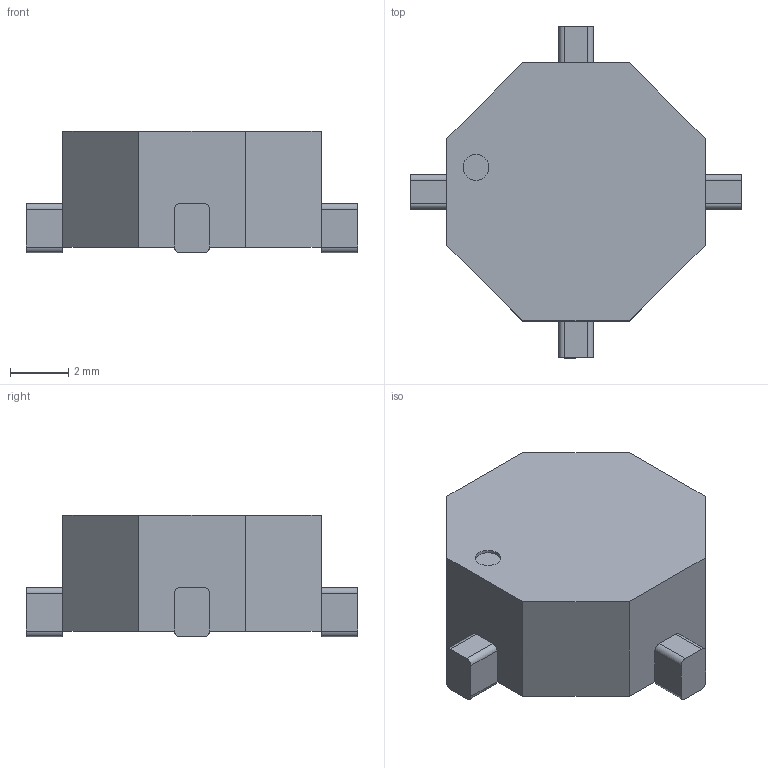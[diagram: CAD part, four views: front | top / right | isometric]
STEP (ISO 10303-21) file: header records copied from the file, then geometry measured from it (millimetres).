
FILE_DESCRIPTION((''),'2;1');
FILE_NAME('IND_COOPER_CTX-1A.stp','2010-08-10T13:42:21',(''),(''),'Mechanical Desktop 2010','Mechanical Desktop 2010',', , ');
FILE_SCHEMA(('AUTOMOTIVE_DESIGN { 1 2 10303 214 1 1 1 1 }'));
Length unit declared in the file: millimetre
Products named in the file (1): Product
Bounding box: 11.43 x 11.43 x 4.19 mm (x, y, z)
Volume: 272 mm3; surface area: 292.8 mm2
Topology: 5 solids, 5 shells, 53 faces, 129 edges, 87 vertices
Faces by surface type: plane 23, cylinder 18, bspline 12
Entity records: 1609 total; most frequent: CARTESIAN_POINT 312, ORIENTED_EDGE 252, DIRECTION 246, EDGE_CURVE 126, VECTOR 90, LINE 90, VERTEX_POINT 84, AXIS2_PLACEMENT_3D 78
